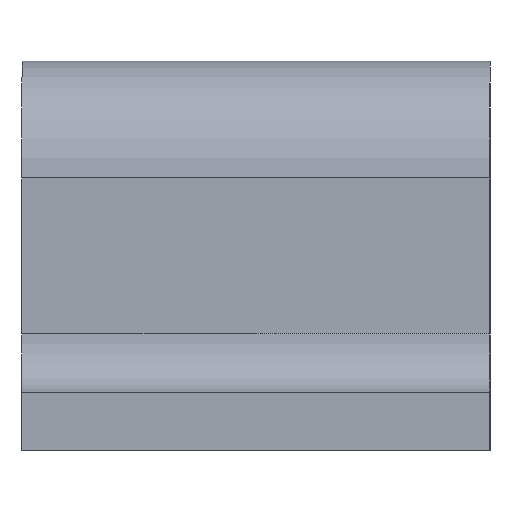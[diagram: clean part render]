
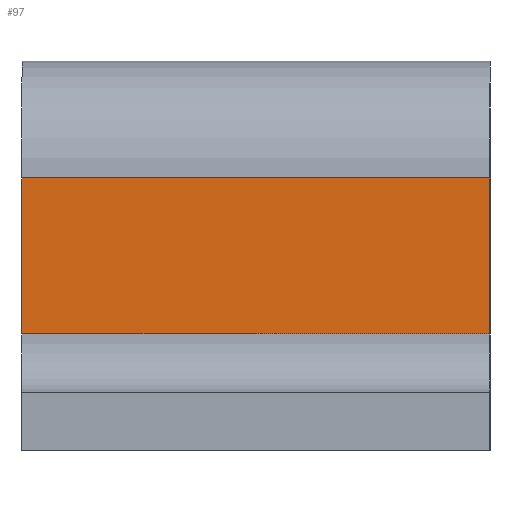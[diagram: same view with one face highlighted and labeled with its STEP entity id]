
A CAD part, left-side view. The second image highlights one B-rep face of the part: STEP entity #97.
In plain terms, the highlighted planar face has unit normal (-1, 0, 0).
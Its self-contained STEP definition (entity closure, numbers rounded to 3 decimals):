
#97=ADVANCED_FACE('',(#130),#113,.T.);
#113=PLANE('',#528);
#130=FACE_OUTER_BOUND('',#158,.T.);
#158=EDGE_LOOP('',(#280,#281,#282,#283));
#280=ORIENTED_EDGE('',*,*,#386,.F.);
#281=ORIENTED_EDGE('',*,*,#396,.F.);
#282=ORIENTED_EDGE('',*,*,#371,.T.);
#283=ORIENTED_EDGE('',*,*,#397,.T.);
#316=VERTEX_POINT('',#740);
#317=VERTEX_POINT('',#742);
#330=VERTEX_POINT('',#770);
#331=VERTEX_POINT('',#772);
#371=EDGE_CURVE('',#317,#316,#424,.T.);
#386=EDGE_CURVE('',#330,#331,#433,.T.);
#396=EDGE_CURVE('',#317,#330,#440,.T.);
#397=EDGE_CURVE('',#316,#331,#441,.T.);
#424=LINE('',#741,#468);
#433=LINE('',#771,#477);
#440=LINE('',#792,#484);
#441=LINE('',#794,#485);
#468=VECTOR('',#603,1.);
#477=VECTOR('',#626,1.);
#484=VECTOR('',#655,1.);
#485=VECTOR('',#658,1.);
#528=AXIS2_PLACEMENT_3D('',#795,#659,#660);
#603=DIRECTION('',(0.,0.,1.));
#626=DIRECTION('',(0.,0.,1.));
#655=DIRECTION('',(0.,1.,0.));
#658=DIRECTION('',(0.,1.,0.));
#659=DIRECTION('',(-1.,0.,0.));
#660=DIRECTION('',(0.,0.,1.));
#740=CARTESIAN_POINT('',(-75.,-60.,70.));
#741=CARTESIAN_POINT('',(-75.,-60.,30.));
#742=CARTESIAN_POINT('',(-75.,-60.,30.));
#770=CARTESIAN_POINT('',(-75.,60.,30.));
#771=CARTESIAN_POINT('',(-75.,60.,30.));
#772=CARTESIAN_POINT('',(-75.,60.,70.));
#792=CARTESIAN_POINT('',(-75.,-60.,30.));
#794=CARTESIAN_POINT('',(-75.,-60.,70.));
#795=CARTESIAN_POINT('',(-75.,-60.,30.));
